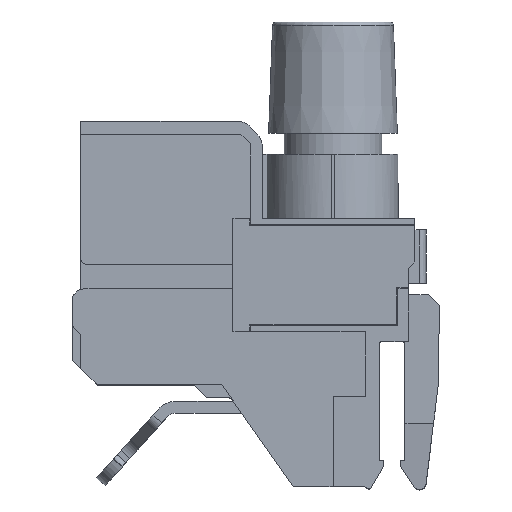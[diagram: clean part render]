
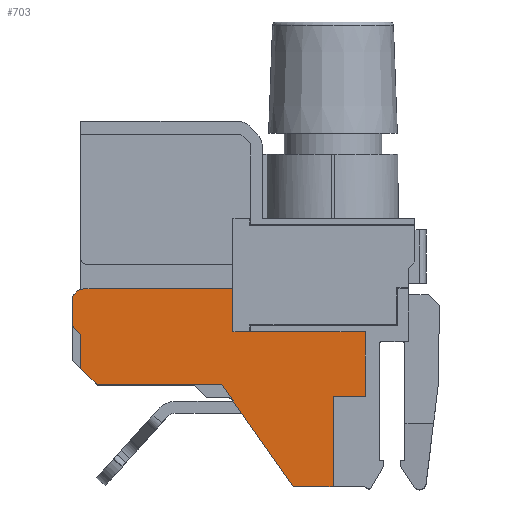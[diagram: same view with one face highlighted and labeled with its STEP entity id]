
A CAD part, top view. The second image highlights one B-rep face of the part: STEP entity #703.
In plain terms, the highlighted planar face has unit normal (0, 0, 1).
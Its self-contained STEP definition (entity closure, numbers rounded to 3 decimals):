
#518=PLANE('',#5324);
#703=ADVANCED_FACE('',(#997),#518,.T.);
#997=FACE_OUTER_BOUND('',#1242,.T.);
#1242=EDGE_LOOP('',(#1946,#1947,#1948,#1949,#1950,#1951,#1952,#1953,#1954,
#1955,#1956,#1957,#1958,#1959,#1960,#1961,#1962,#1963,#1964,#1965,#1966,
#1967));
#1438=CIRCLE('',#5226,0.5);
#1473=CIRCLE('',#5322,0.5);
#1474=CIRCLE('',#5323,0.5);
#1946=ORIENTED_EDGE('',*,*,#3419,.F.);
#1947=ORIENTED_EDGE('',*,*,#3702,.F.);
#1948=ORIENTED_EDGE('',*,*,#3428,.T.);
#1949=ORIENTED_EDGE('',*,*,#3707,.F.);
#1950=ORIENTED_EDGE('',*,*,#3708,.T.);
#1951=ORIENTED_EDGE('',*,*,#3709,.F.);
#1952=ORIENTED_EDGE('',*,*,#3710,.F.);
#1953=ORIENTED_EDGE('',*,*,#3651,.F.);
#1954=ORIENTED_EDGE('',*,*,#3711,.T.);
#1955=ORIENTED_EDGE('',*,*,#3712,.T.);
#1956=ORIENTED_EDGE('',*,*,#3713,.F.);
#1957=ORIENTED_EDGE('',*,*,#3463,.T.);
#1958=ORIENTED_EDGE('',*,*,#3481,.F.);
#1959=ORIENTED_EDGE('',*,*,#3714,.F.);
#1960=ORIENTED_EDGE('',*,*,#3407,.T.);
#1961=ORIENTED_EDGE('',*,*,#3715,.F.);
#1962=ORIENTED_EDGE('',*,*,#3716,.T.);
#1963=ORIENTED_EDGE('',*,*,#3717,.T.);
#1964=ORIENTED_EDGE('',*,*,#3718,.T.);
#1965=ORIENTED_EDGE('',*,*,#3438,.F.);
#1966=ORIENTED_EDGE('',*,*,#3719,.T.);
#1967=ORIENTED_EDGE('',*,*,#3720,.T.);
#2936=VERTEX_POINT('',#6856);
#2942=VERTEX_POINT('',#6868);
#2951=VERTEX_POINT('',#6893);
#2952=VERTEX_POINT('',#6895);
#2959=VERTEX_POINT('',#6911);
#2960=VERTEX_POINT('',#6913);
#2969=VERTEX_POINT('',#6933);
#2970=VERTEX_POINT('',#6935);
#2990=VERTEX_POINT('',#6984);
#2991=VERTEX_POINT('',#6986);
#3006=VERTEX_POINT('',#7022);
#3135=VERTEX_POINT('',#7372);
#3137=VERTEX_POINT('',#7375);
#3176=VERTEX_POINT('',#7479);
#3177=VERTEX_POINT('',#7481);
#3178=VERTEX_POINT('',#7483);
#3179=VERTEX_POINT('',#7486);
#3180=VERTEX_POINT('',#7488);
#3181=VERTEX_POINT('',#7492);
#3182=VERTEX_POINT('',#7494);
#3183=VERTEX_POINT('',#7496);
#3184=VERTEX_POINT('',#7499);
#3407=EDGE_CURVE('',#2936,#2942,#1438,.T.);
#3419=EDGE_CURVE('',#2951,#2952,#4117,.T.);
#3428=EDGE_CURVE('',#2960,#2959,#4126,.T.);
#3438=EDGE_CURVE('',#2969,#2970,#4136,.T.);
#3463=EDGE_CURVE('',#2991,#2990,#4158,.T.);
#3481=EDGE_CURVE('',#3006,#2990,#4176,.T.);
#3651=EDGE_CURVE('',#3135,#3137,#4325,.T.);
#3702=EDGE_CURVE('',#2960,#2951,#4361,.T.);
#3707=EDGE_CURVE('',#3176,#2959,#4366,.T.);
#3708=EDGE_CURVE('',#3176,#3177,#4367,.T.);
#3709=EDGE_CURVE('',#3178,#3177,#4368,.T.);
#3710=EDGE_CURVE('',#3137,#3178,#4369,.T.);
#3711=EDGE_CURVE('',#3135,#3179,#4370,.T.);
#3712=EDGE_CURVE('',#3179,#3180,#4371,.T.);
#3713=EDGE_CURVE('',#2991,#3180,#4372,.T.);
#3714=EDGE_CURVE('',#2936,#3006,#4373,.T.);
#3715=EDGE_CURVE('',#3181,#2942,#4374,.T.);
#3716=EDGE_CURVE('',#3181,#3182,#1473,.T.);
#3717=EDGE_CURVE('',#3182,#3183,#4375,.T.);
#3718=EDGE_CURVE('',#3183,#2970,#1474,.T.);
#3719=EDGE_CURVE('',#2969,#3184,#4376,.T.);
#3720=EDGE_CURVE('',#3184,#2952,#4377,.T.);
#4117=LINE('',#6894,#4677);
#4126=LINE('',#6912,#4686);
#4136=LINE('',#6934,#4696);
#4158=LINE('',#6985,#4718);
#4176=LINE('',#7023,#4736);
#4325=LINE('',#7374,#4885);
#4361=LINE('',#7468,#4921);
#4366=LINE('',#7478,#4926);
#4367=LINE('',#7480,#4927);
#4368=LINE('',#7482,#4928);
#4369=LINE('',#7484,#4929);
#4370=LINE('',#7485,#4930);
#4371=LINE('',#7487,#4931);
#4372=LINE('',#7489,#4932);
#4373=LINE('',#7490,#4933);
#4374=LINE('',#7491,#4934);
#4375=LINE('',#7495,#4935);
#4376=LINE('',#7498,#4936);
#4377=LINE('',#7500,#4937);
#4677=VECTOR('',#5612,1.);
#4686=VECTOR('',#5623,1.);
#4696=VECTOR('',#5637,1.);
#4718=VECTOR('',#5675,1.);
#4736=VECTOR('',#5701,1.);
#4885=VECTOR('',#5954,1.);
#4921=VECTOR('',#6036,1.);
#4926=VECTOR('',#6043,1.);
#4927=VECTOR('',#6044,1.);
#4928=VECTOR('',#6045,1.);
#4929=VECTOR('',#6046,1.);
#4930=VECTOR('',#6047,1.);
#4931=VECTOR('',#6048,1.);
#4932=VECTOR('',#6049,1.);
#4933=VECTOR('',#6050,1.);
#4934=VECTOR('',#6051,1.);
#4935=VECTOR('',#6054,1.);
#4936=VECTOR('',#6057,1.);
#4937=VECTOR('',#6058,1.);
#5226=AXIS2_PLACEMENT_3D('',#6869,#5591,#5592);
#5322=AXIS2_PLACEMENT_3D('',#7493,#6052,#6053);
#5323=AXIS2_PLACEMENT_3D('',#7497,#6055,#6056);
#5324=AXIS2_PLACEMENT_3D('',#7501,#6059,#6060);
#5591=DIRECTION('',(0.,0.,1.));
#5592=DIRECTION('',(1.,0.,0.));
#5612=DIRECTION('',(-1.,0.,0.));
#5623=DIRECTION('',(1.,0.,0.));
#5637=DIRECTION('',(-0.707,0.707,0.));
#5675=DIRECTION('',(0.,1.,0.));
#5701=DIRECTION('',(1.,0.,0.));
#5954=DIRECTION('',(0.,-1.,0.));
#6036=DIRECTION('',(-0.574,0.819,0.));
#6043=DIRECTION('',(0.,-1.,0.));
#6044=DIRECTION('',(1.,0.,0.));
#6045=DIRECTION('',(0.,-1.,0.));
#6046=DIRECTION('',(1.,0.,0.));
#6047=DIRECTION('',(-1.,0.,0.));
#6048=DIRECTION('',(0.,-1.,0.));
#6049=DIRECTION('',(1.,0.,0.));
#6050=DIRECTION('',(1.,0.017,0.));
#6051=DIRECTION('',(0.707,0.707,0.));
#6052=DIRECTION('',(0.,0.,1.));
#6053=DIRECTION('',(1.,0.,0.));
#6054=DIRECTION('',(0.,-1.,0.));
#6055=DIRECTION('',(0.,0.,1.));
#6056=DIRECTION('',(1.,0.,0.));
#6057=DIRECTION('',(0.,-1.,0.));
#6058=DIRECTION('',(0.707,-0.707,0.));
#6059=DIRECTION('',(0.,0.,1.));
#6060=DIRECTION('',(1.,0.,0.));
#6856=CARTESIAN_POINT('',(-25.414,4.488,5.2));
#6868=CARTESIAN_POINT('',(-25.759,4.341,5.2));
#6869=CARTESIAN_POINT('',(-25.405,3.988,5.2));
#6893=CARTESIAN_POINT('',(-13.442,-3.7,5.2));
#6894=CARTESIAN_POINT('',(0.,-3.7,5.2));
#6895=CARTESIAN_POINT('',(-24.1,-3.7,5.2));
#6911=CARTESIAN_POINT('',(-3.941,-12.4,5.2));
#6912=CARTESIAN_POINT('',(-7.35,-12.4,5.2));
#6913=CARTESIAN_POINT('',(-7.35,-12.4,5.2));
#6933=CARTESIAN_POINT('',(-25.5,0.6,5.2));
#6934=CARTESIAN_POINT('',(-26.2,1.3,5.2));
#6935=CARTESIAN_POINT('',(-26.054,1.154,5.2));
#6984=CARTESIAN_POINT('',(-12.5,4.5,5.2));
#6985=CARTESIAN_POINT('',(-12.5,0.,5.2));
#6986=CARTESIAN_POINT('',(-12.5,0.841,5.2));
#7022=CARTESIAN_POINT('',(-24.7,4.5,5.2));
#7023=CARTESIAN_POINT('',(0.,4.5,5.2));
#7372=CARTESIAN_POINT('',(-11.,1.624,5.2));
#7374=CARTESIAN_POINT('',(-11.,-12.4,5.2));
#7375=CARTESIAN_POINT('',(-11.,0.841,5.2));
#7468=CARTESIAN_POINT('',(-7.35,-12.4,5.2));
#7478=CARTESIAN_POINT('',(-3.941,0.,5.2));
#7479=CARTESIAN_POINT('',(-3.941,-4.7,5.2));
#7480=CARTESIAN_POINT('',(0.,-4.7,5.2));
#7481=CARTESIAN_POINT('',(-1.2,-4.7,5.2));
#7482=CARTESIAN_POINT('',(-1.2,0.,5.2));
#7483=CARTESIAN_POINT('',(-1.2,0.841,5.2));
#7484=CARTESIAN_POINT('',(0.,0.841,5.2));
#7485=CARTESIAN_POINT('',(-150.14,1.624,5.2));
#7486=CARTESIAN_POINT('',(-11.05,1.624,5.2));
#7487=CARTESIAN_POINT('',(-11.05,0.,5.2));
#7488=CARTESIAN_POINT('',(-11.05,0.841,5.2));
#7489=CARTESIAN_POINT('',(0.,0.841,5.2));
#7490=CARTESIAN_POINT('',(-0.086,4.93,5.2));
#7491=CARTESIAN_POINT('',(-25.15,4.95,5.2));
#7492=CARTESIAN_POINT('',(-26.054,4.046,5.2));
#7493=CARTESIAN_POINT('',(-25.7,3.693,5.2));
#7494=CARTESIAN_POINT('',(-26.2,3.693,5.2));
#7495=CARTESIAN_POINT('',(-26.2,3.9,5.2));
#7496=CARTESIAN_POINT('',(-26.2,1.507,5.2));
#7497=CARTESIAN_POINT('',(-25.7,1.507,5.2));
#7498=CARTESIAN_POINT('',(-25.5,2.5,5.2));
#7499=CARTESIAN_POINT('',(-25.5,-2.3,5.2));
#7500=CARTESIAN_POINT('',(-13.9,-13.9,5.2));
#7501=CARTESIAN_POINT('',(0.,0.,5.2));
